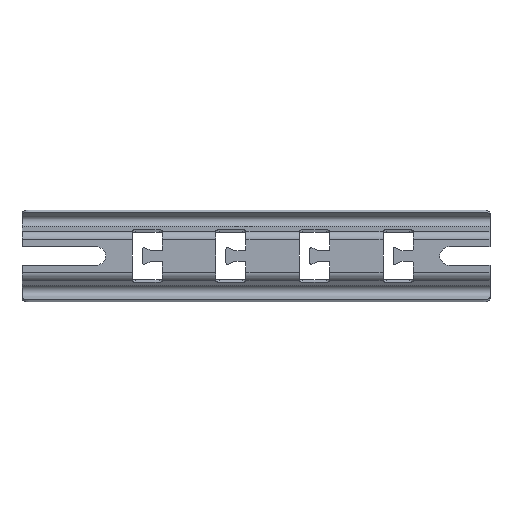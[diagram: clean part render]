
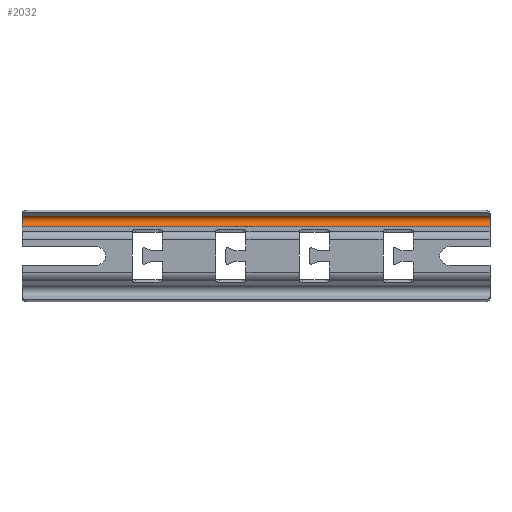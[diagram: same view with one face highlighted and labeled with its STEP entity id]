
A CAD part, front view. The second image highlights one B-rep face of the part: STEP entity #2032.
In plain terms, the highlighted cylindrical face has radius 3.5 mm (diameter 7 mm), a partial arc.
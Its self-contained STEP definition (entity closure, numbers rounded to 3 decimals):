
#144 = VECTOR ( 'NONE', #261, 1000. ) ;
#178 = VECTOR ( 'NONE', #2161, 1000. ) ;
#261 = DIRECTION ( 'NONE',  ( -1., 0., 0. ) ) ;
#373 = DIRECTION ( 'NONE',  ( 0., 0., -1. ) ) ;
#466 = AXIS2_PLACEMENT_3D ( 'NONE', #4190, #1749, #373 ) ;
#754 = LINE ( 'NONE', #2007, #144 ) ;
#849 = ORIENTED_EDGE ( 'NONE', *, *, #1999, .F. ) ;
#866 = AXIS2_PLACEMENT_3D ( 'NONE', #5376, #1552, #4546 ) ;
#904 = DIRECTION ( 'NONE',  ( -1., 0., 0. ) ) ;
#1552 = DIRECTION ( 'NONE',  ( 1., 0., 0. ) ) ;
#1620 = CARTESIAN_POINT ( 'NONE',  ( 0., 12.485, 17.635 ) ) ;
#1749 = DIRECTION ( 'NONE',  ( 1., 0., 0. ) ) ;
#1999 = EDGE_CURVE ( 'NONE', #4620, #2168, #5142, .T. ) ;
#2007 = CARTESIAN_POINT ( 'NONE',  ( 280., 13.086, 24.131 ) ) ;
#2032 = ADVANCED_FACE ( 'NONE', ( #3844 ), #4725, .F. ) ;
#2161 = DIRECTION ( 'NONE',  ( -1., 0., 0. ) ) ;
#2168 = VERTEX_POINT ( 'NONE', #1620 ) ;
#2226 = EDGE_LOOP ( 'NONE', ( #4016, #849, #2467, #4181 ) ) ;
#2261 = CARTESIAN_POINT ( 'NONE',  ( 0., 13.086, 24.131 ) ) ;
#2271 = CARTESIAN_POINT ( 'NONE',  ( 280., 12.485, 17.635 ) ) ;
#2444 = VERTEX_POINT ( 'NONE', #2261 ) ;
#2467 = ORIENTED_EDGE ( 'NONE', *, *, #2733, .T. ) ;
#2515 = CARTESIAN_POINT ( 'NONE',  ( 280., 13.086, 24.131 ) ) ;
#2610 = EDGE_CURVE ( 'NONE', #4429, #2444, #754, .T. ) ;
#2733 = EDGE_CURVE ( 'NONE', #4620, #4429, #4795, .T. ) ;
#2999 = CARTESIAN_POINT ( 'NONE',  ( 280., 11.521, 21. ) ) ;
#3264 = CIRCLE ( 'NONE', #866, 3.5 ) ;
#3844 = FACE_OUTER_BOUND ( 'NONE', #2226, .T. ) ;
#4016 = ORIENTED_EDGE ( 'NONE', *, *, #4699, .F. ) ;
#4181 = ORIENTED_EDGE ( 'NONE', *, *, #2610, .T. ) ;
#4190 = CARTESIAN_POINT ( 'NONE',  ( 280., 11.521, 21. ) ) ;
#4246 = AXIS2_PLACEMENT_3D ( 'NONE', #2999, #904, #5170 ) ;
#4429 = VERTEX_POINT ( 'NONE', #2515 ) ;
#4546 = DIRECTION ( 'NONE',  ( 0., 0., -1. ) ) ;
#4620 = VERTEX_POINT ( 'NONE', #4883 ) ;
#4699 = EDGE_CURVE ( 'NONE', #2168, #2444, #3264, .T. ) ;
#4725 = CYLINDRICAL_SURFACE ( 'NONE', #4246, 3.5 ) ;
#4795 = CIRCLE ( 'NONE', #466, 3.5 ) ;
#4883 = CARTESIAN_POINT ( 'NONE',  ( 280., 12.485, 17.635 ) ) ;
#5142 = LINE ( 'NONE', #2271, #178 ) ;
#5170 = DIRECTION ( 'NONE',  ( 0., 0., 1. ) ) ;
#5376 = CARTESIAN_POINT ( 'NONE',  ( 0., 11.521, 21. ) ) ;
